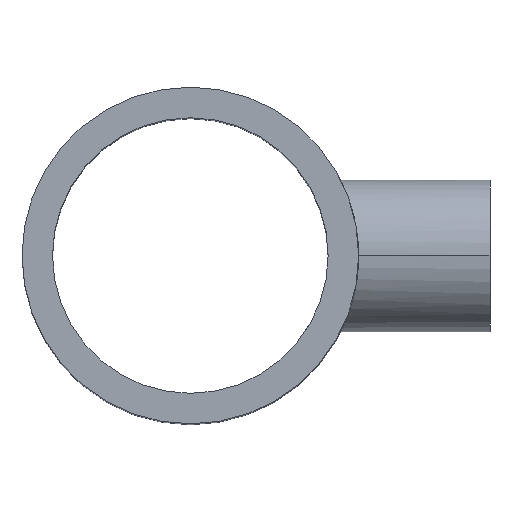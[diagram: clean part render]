
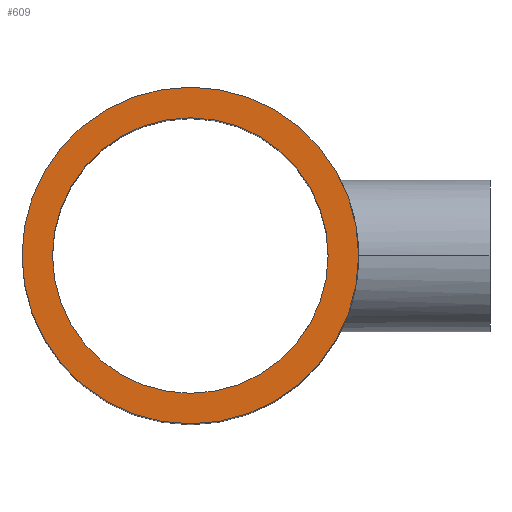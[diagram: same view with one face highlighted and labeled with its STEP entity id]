
A CAD part, top view. The second image highlights one B-rep face of the part: STEP entity #609.
In plain terms, the highlighted planar face has unit normal (0, 0, 1).
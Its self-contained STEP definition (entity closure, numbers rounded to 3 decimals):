
#6 = CARTESIAN_POINT ( 'NONE',  ( 0., 0., 287.5 ) ) ;
#89 = AXIS2_PLACEMENT_3D ( 'NONE', #427, #709, #481 ) ;
#94 = CARTESIAN_POINT ( 'NONE',  ( -177.5, 0., 287.5 ) ) ;
#97 = CARTESIAN_POINT ( 'NONE',  ( 0., 0., 287.5 ) ) ;
#99 = DIRECTION ( 'NONE',  ( 0., 0., 1. ) ) ;
#146 = FACE_BOUND ( 'NONE', #323, .T. ) ;
#161 = VERTEX_POINT ( 'NONE', #94 ) ;
#199 = CIRCLE ( 'NONE', #470, 145.3 ) ;
#208 = CIRCLE ( 'NONE', #599, 177.5 ) ;
#225 = CARTESIAN_POINT ( 'NONE',  ( 145.3, 0., 287.5 ) ) ;
#233 = CIRCLE ( 'NONE', #89, 177.5 ) ;
#250 = CARTESIAN_POINT ( 'NONE',  ( 0., 0., 287.5 ) ) ;
#276 = CARTESIAN_POINT ( 'NONE',  ( -145.3, 0., 287.5 ) ) ;
#287 = AXIS2_PLACEMENT_3D ( 'NONE', #97, #303, #529 ) ;
#301 = DIRECTION ( 'NONE',  ( 1., 0., 0. ) ) ;
#303 = DIRECTION ( 'NONE',  ( 0., 0., 1. ) ) ;
#323 = EDGE_LOOP ( 'NONE', ( #701, #419 ) ) ;
#326 = VERTEX_POINT ( 'NONE', #225 ) ;
#378 = DIRECTION ( 'NONE',  ( 0., 0., 1. ) ) ;
#419 = ORIENTED_EDGE ( 'NONE', *, *, #642, .F. ) ;
#427 = CARTESIAN_POINT ( 'NONE',  ( 0., 0., 287.5 ) ) ;
#464 = CARTESIAN_POINT ( 'NONE',  ( 0., 0., 287.5 ) ) ;
#465 = EDGE_CURVE ( 'NONE', #655, #326, #199, .T. ) ;
#470 = AXIS2_PLACEMENT_3D ( 'NONE', #464, #99, #301 ) ;
#474 = ORIENTED_EDGE ( 'NONE', *, *, #544, .T. ) ;
#479 = EDGE_LOOP ( 'NONE', ( #581, #474 ) ) ;
#481 = DIRECTION ( 'NONE',  ( 1., 0., 0. ) ) ;
#508 = CIRCLE ( 'NONE', #611, 145.3 ) ;
#523 = DIRECTION ( 'NONE',  ( 0., 0., 1. ) ) ;
#529 = DIRECTION ( 'NONE',  ( 1., 0., 0. ) ) ;
#537 = DIRECTION ( 'NONE',  ( 1., 0., 0. ) ) ;
#544 = EDGE_CURVE ( 'NONE', #547, #161, #208, .T. ) ;
#547 = VERTEX_POINT ( 'NONE', #631 ) ;
#579 = DIRECTION ( 'NONE',  ( 1., 0., 0. ) ) ;
#581 = ORIENTED_EDGE ( 'NONE', *, *, #682, .T. ) ;
#582 = PLANE ( 'NONE',  #287 ) ;
#599 = AXIS2_PLACEMENT_3D ( 'NONE', #250, #523, #579 ) ;
#609 = ADVANCED_FACE ( 'NONE', ( #699, #146 ), #582, .T. ) ;
#611 = AXIS2_PLACEMENT_3D ( 'NONE', #6, #378, #537 ) ;
#631 = CARTESIAN_POINT ( 'NONE',  ( 177.5, 0., 287.5 ) ) ;
#642 = EDGE_CURVE ( 'NONE', #326, #655, #508, .T. ) ;
#655 = VERTEX_POINT ( 'NONE', #276 ) ;
#682 = EDGE_CURVE ( 'NONE', #161, #547, #233, .T. ) ;
#699 = FACE_OUTER_BOUND ( 'NONE', #479, .T. ) ;
#701 = ORIENTED_EDGE ( 'NONE', *, *, #465, .F. ) ;
#709 = DIRECTION ( 'NONE',  ( 0., 0., 1. ) ) ;
